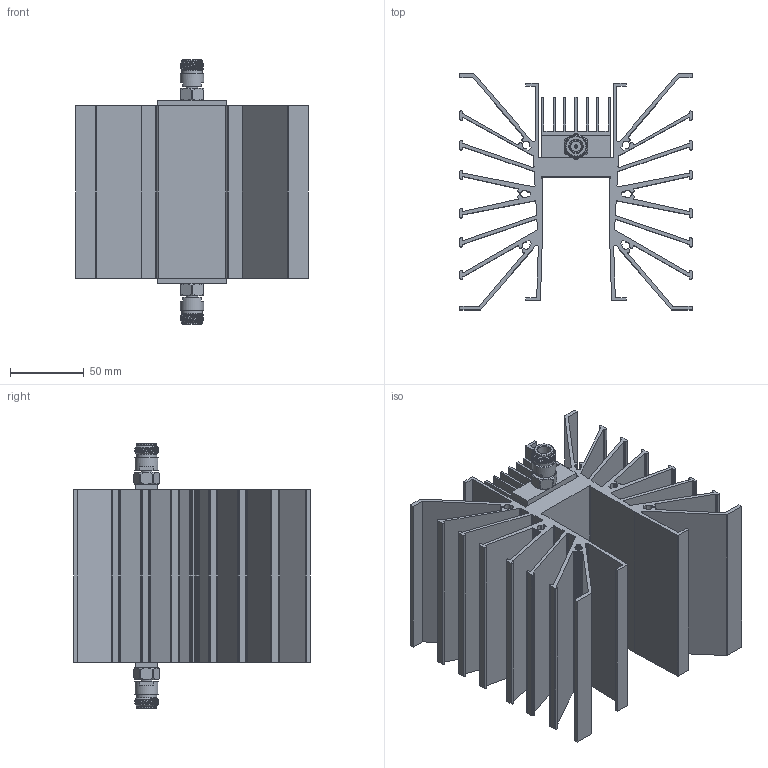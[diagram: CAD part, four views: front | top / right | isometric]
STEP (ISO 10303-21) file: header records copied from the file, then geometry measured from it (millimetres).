
FILE_DESCRIPTION (( 'STEP AP203' ), '1' );
FILE_NAME ('SA3NFF300W-50_3D.step', '2020-06-19T21:16:19', ( '' ), ( '' ), 'SwSTEP 2.0', 'SolidWorks 2018', '' );
FILE_SCHEMA (( 'CONFIG_CONTROL_DESIGN' ));
Length unit declared in the file: inch
Products named in the file (1): SA3NFF300W-50_3D
Bounding box: 157.47 x 160.01 x 179.32 mm (x, y, z)
Volume: 624874.9 mm3; surface area: 368881.7 mm2
Topology: 1 solids, 1 shells, 780 faces, 2232 edges, 1470 vertices
Faces by surface type: plane 645, cylinder 48, cone 48, bspline 37, torus 2
Full cylindrical faces by diameter (mm): 1.27 x2, 2.286 x2, 7.112 x2, 7.62 x2, 8.636 x2, 13.716 x4, 15.875 x2
Entity records: 29258 total; most frequent: CARTESIAN_POINT 9497, ORIENTED_EDGE 4380, DIRECTION 3592, EDGE_CURVE 2190, LINE 1832, VECTOR 1832, VERTEX_POINT 1458, AXIS2_PLACEMENT_3D 880
